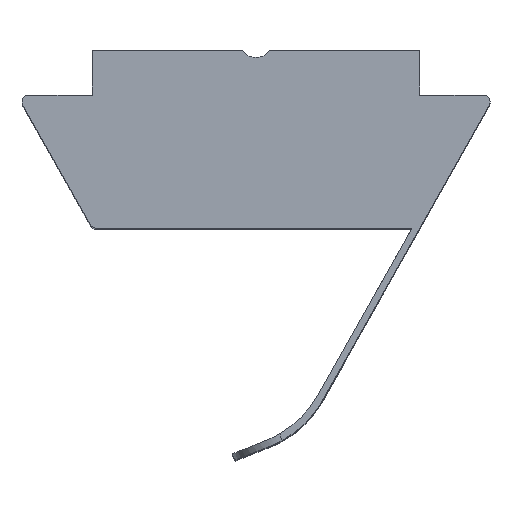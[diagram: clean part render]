
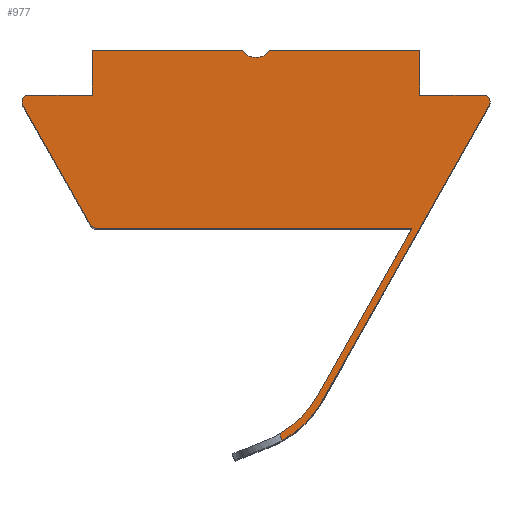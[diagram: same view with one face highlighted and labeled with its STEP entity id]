
A CAD part, top view. The second image highlights one B-rep face of the part: STEP entity #977.
In plain terms, the highlighted planar face has unit normal (0, 0, 1).
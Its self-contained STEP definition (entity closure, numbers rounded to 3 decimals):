
#1 = ORIENTED_EDGE ( 'NONE', *, *, #826, .T. ) ;
#22 = VECTOR ( 'NONE', #1394, 1000. ) ;
#31 = DIRECTION ( 'NONE',  ( -1., 0., 0. ) ) ;
#44 = CARTESIAN_POINT ( 'NONE',  ( 6.658, 1.1, 10. ) ) ;
#46 = CARTESIAN_POINT ( 'NONE',  ( -4.857, -2.498, 10. ) ) ;
#61 = EDGE_CURVE ( 'NONE', #1315, #475, #965, .T. ) ;
#68 = DIRECTION ( 'NONE',  ( 0.491, -0.871, 0. ) ) ;
#82 = DIRECTION ( 'NONE',  ( 0., 0., 1. ) ) ;
#84 = CARTESIAN_POINT ( 'NONE',  ( 0.692, -8.627, 10. ) ) ;
#94 = LINE ( 'NONE', #219, #22 ) ;
#100 = LINE ( 'NONE', #199, #589 ) ;
#101 = EDGE_CURVE ( 'NONE', #112, #1034, #740, .T. ) ;
#105 = EDGE_CURVE ( 'NONE', #1034, #594, #1002, .T. ) ;
#109 = DIRECTION ( 'NONE',  ( 1., 0., 0. ) ) ;
#112 = VERTEX_POINT ( 'NONE', #703 ) ;
#116 = EDGE_CURVE ( 'NONE', #1136, #848, #157, .T. ) ;
#119 = LINE ( 'NONE', #1176, #1245 ) ;
#132 = CARTESIAN_POINT ( 'NONE',  ( -4.8, -2.6, 10. ) ) ;
#142 = CARTESIAN_POINT ( 'NONE',  ( 1.805, -7.503, 10. ) ) ;
#157 = LINE ( 'NONE', #713, #1340 ) ;
#164 = DIRECTION ( 'NONE',  ( 0., 1., 0. ) ) ;
#166 = ORIENTED_EDGE ( 'NONE', *, *, #260, .T. ) ;
#169 = EDGE_CURVE ( 'NONE', #348, #354, #779, .T. ) ;
#199 = CARTESIAN_POINT ( 'NONE',  ( 4.8, 2.6, 10. ) ) ;
#219 = CARTESIAN_POINT ( 'NONE',  ( -4.8, 2.6, 10. ) ) ;
#232 = VECTOR ( 'NONE', #621, 1000. ) ;
#233 = EDGE_CURVE ( 'NONE', #947, #339, #94, .T. ) ;
#249 = EDGE_CURVE ( 'NONE', #1006, #112, #1280, .T. ) ;
#256 = ORIENTED_EDGE ( 'NONE', *, *, #1053, .T. ) ;
#260 = EDGE_CURVE ( 'NONE', #666, #1136, #432, .T. ) ;
#265 = CARTESIAN_POINT ( 'NONE',  ( -4.8, 1.3, 10. ) ) ;
#271 = DIRECTION ( 'NONE',  ( 0., 0., 1. ) ) ;
#280 = CARTESIAN_POINT ( 'NONE',  ( 1.944, -7.662, 10. ) ) ;
#282 = PLANE ( 'NONE',  #1182 ) ;
#284 = ORIENTED_EDGE ( 'NONE', *, *, #101, .T. ) ;
#297 = CARTESIAN_POINT ( 'NONE',  ( -0.4, 2.6, 10. ) ) ;
#317 = DIRECTION ( 'NONE',  ( -1., 0., 0. ) ) ;
#326 = CARTESIAN_POINT ( 'NONE',  ( 4.8, 1.3, 10. ) ) ;
#339 = VERTEX_POINT ( 'NONE', #1087 ) ;
#348 = VERTEX_POINT ( 'NONE', #867 ) ;
#354 = VERTEX_POINT ( 'NONE', #442 ) ;
#356 = DIRECTION ( 'NONE',  ( -0.491, -0.871, 0. ) ) ;
#357 = ORIENTED_EDGE ( 'NONE', *, *, #918, .F. ) ;
#382 = VERTEX_POINT ( 'NONE', #437 ) ;
#394 = CARTESIAN_POINT ( 'NONE',  ( 4.8, 2.6, 10. ) ) ;
#432 = CIRCLE ( 'NONE', #635, 0.2 ) ;
#437 = CARTESIAN_POINT ( 'NONE',  ( -6.832, 1.002, 10. ) ) ;
#442 = CARTESIAN_POINT ( 'NONE',  ( -6.658, 1.3, 10. ) ) ;
#449 = AXIS2_PLACEMENT_3D ( 'NONE', #44, #1453, #780 ) ;
#450 = DIRECTION ( 'NONE',  ( 0., -1., 0. ) ) ;
#475 = VERTEX_POINT ( 'NONE', #628 ) ;
#496 = VECTOR ( 'NONE', #1492, 1000. ) ;
#501 = ORIENTED_EDGE ( 'NONE', *, *, #913, .T. ) ;
#512 = LINE ( 'NONE', #265, #624 ) ;
#559 = CARTESIAN_POINT ( 'NONE',  ( -7., 1.3, 10. ) ) ;
#573 = AXIS2_PLACEMENT_3D ( 'NONE', #1166, #1062, #706 ) ;
#589 = VECTOR ( 'NONE', #164, 1000. ) ;
#590 = AXIS2_PLACEMENT_3D ( 'NONE', #903, #1409, #975 ) ;
#594 = VERTEX_POINT ( 'NONE', #1297 ) ;
#621 = DIRECTION ( 'NONE',  ( -1., 0., 0. ) ) ;
#624 = VECTOR ( 'NONE', #450, 1000. ) ;
#628 = CARTESIAN_POINT ( 'NONE',  ( -4.8, 2.6, 10. ) ) ;
#635 = AXIS2_PLACEMENT_3D ( 'NONE', #1231, #271, #1187 ) ;
#644 = EDGE_CURVE ( 'NONE', #382, #666, #1488, .T. ) ;
#664 = EDGE_CURVE ( 'NONE', #776, #382, #1324, .T. ) ;
#665 = CARTESIAN_POINT ( 'NONE',  ( 0., 0., 10. ) ) ;
#666 = VERTEX_POINT ( 'NONE', #46 ) ;
#678 = FACE_OUTER_BOUND ( 'NONE', #896, .T. ) ;
#693 = EDGE_CURVE ( 'NONE', #848, #844, #119, .T. ) ;
#702 = ORIENTED_EDGE ( 'NONE', *, *, #233, .T. ) ;
#703 = CARTESIAN_POINT ( 'NONE',  ( 6.832, 1.002, 10. ) ) ;
#706 = DIRECTION ( 'NONE',  ( -1., 0., 0. ) ) ;
#713 = CARTESIAN_POINT ( 'NONE',  ( 4.8, -2.6, 10. ) ) ;
#719 = DIRECTION ( 'NONE',  ( -1., 0., 0. ) ) ;
#740 = CIRCLE ( 'NONE', #449, 0.2 ) ;
#746 = CARTESIAN_POINT ( 'NONE',  ( -0.808, -6.029, 10. ) ) ;
#756 = ORIENTED_EDGE ( 'NONE', *, *, #693, .T. ) ;
#773 = CARTESIAN_POINT ( 'NONE',  ( 0.77, -8.821, 10. ) ) ;
#776 = VERTEX_POINT ( 'NONE', #1149 ) ;
#779 = LINE ( 'NONE', #559, #232 ) ;
#780 = DIRECTION ( 'NONE',  ( -1., 0., 0. ) ) ;
#786 = ORIENTED_EDGE ( 'NONE', *, *, #169, .T. ) ;
#808 = AXIS2_PLACEMENT_3D ( 'NONE', #1462, #1269, #1365 ) ;
#809 = CARTESIAN_POINT ( 'NONE',  ( 0.778, -8.84, 10. ) ) ;
#819 = LINE ( 'NONE', #809, #496 ) ;
#824 = ORIENTED_EDGE ( 'NONE', *, *, #871, .T. ) ;
#826 = EDGE_CURVE ( 'NONE', #1493, #1112, #819, .T. ) ;
#844 = VERTEX_POINT ( 'NONE', #142 ) ;
#848 = VERTEX_POINT ( 'NONE', #1083 ) ;
#854 = DIRECTION ( 'NONE',  ( -1., 0., 0. ) ) ;
#867 = CARTESIAN_POINT ( 'NONE',  ( -4.8, 1.3, 10. ) ) ;
#871 = EDGE_CURVE ( 'NONE', #475, #348, #512, .T. ) ;
#872 = AXIS2_PLACEMENT_3D ( 'NONE', #746, #1093, #1422 ) ;
#879 = DIRECTION ( 'NONE',  ( 0., 0., -1. ) ) ;
#896 = EDGE_LOOP ( 'NONE', ( #256, #1, #1168, #1482, #284, #1337, #501, #702, #357, #1331, #824, #786, #1433, #1449, #1486, #166, #1016, #756 ) ) ;
#903 = CARTESIAN_POINT ( 'NONE',  ( 0., 2.9, 10. ) ) ;
#913 = EDGE_CURVE ( 'NONE', #594, #947, #100, .T. ) ;
#918 = EDGE_CURVE ( 'NONE', #1315, #339, #925, .T. ) ;
#925 = CIRCLE ( 'NONE', #590, 0.5 ) ;
#947 = VERTEX_POINT ( 'NONE', #394 ) ;
#965 = LINE ( 'NONE', #1203, #1206 ) ;
#975 = DIRECTION ( 'NONE',  ( 1., 0., 0. ) ) ;
#977 = ADVANCED_FACE ( 'NONE', ( #678 ), #282, .F. ) ;
#1002 = LINE ( 'NONE', #326, #1266 ) ;
#1006 = VERTEX_POINT ( 'NONE', #280 ) ;
#1016 = ORIENTED_EDGE ( 'NONE', *, *, #116, .T. ) ;
#1034 = VERTEX_POINT ( 'NONE', #1334 ) ;
#1053 = EDGE_CURVE ( 'NONE', #844, #1493, #1240, .T. ) ;
#1062 = DIRECTION ( 'NONE',  ( 0., 0., 1. ) ) ;
#1083 = CARTESIAN_POINT ( 'NONE',  ( 4.57, -2.6, 10. ) ) ;
#1087 = CARTESIAN_POINT ( 'NONE',  ( 0.4, 2.6, 10. ) ) ;
#1093 = DIRECTION ( 'NONE',  ( 0., 0., -1. ) ) ;
#1104 = CARTESIAN_POINT ( 'NONE',  ( -6.658, 1.1, 10. ) ) ;
#1108 = AXIS2_PLACEMENT_3D ( 'NONE', #1104, #82, #317 ) ;
#1112 = VERTEX_POINT ( 'NONE', #773 ) ;
#1133 = EDGE_CURVE ( 'NONE', #354, #776, #1378, .T. ) ;
#1136 = VERTEX_POINT ( 'NONE', #1491 ) ;
#1144 = VECTOR ( 'NONE', #68, 1000. ) ;
#1149 = CARTESIAN_POINT ( 'NONE',  ( -6.858, 1.1, 10. ) ) ;
#1166 = CARTESIAN_POINT ( 'NONE',  ( -6.658, 1.1, 10. ) ) ;
#1168 = ORIENTED_EDGE ( 'NONE', *, *, #1221, .T. ) ;
#1176 = CARTESIAN_POINT ( 'NONE',  ( 6.658, 1.1, 10. ) ) ;
#1182 = AXIS2_PLACEMENT_3D ( 'NONE', #665, #879, #31 ) ;
#1187 = DIRECTION ( 'NONE',  ( -1., 0., 0. ) ) ;
#1203 = CARTESIAN_POINT ( 'NONE',  ( -4.8, 2.6, 10. ) ) ;
#1204 = VECTOR ( 'NONE', #1302, 1000. ) ;
#1206 = VECTOR ( 'NONE', #854, 1000. ) ;
#1221 = EDGE_CURVE ( 'NONE', #1112, #1006, #1308, .T. ) ;
#1231 = CARTESIAN_POINT ( 'NONE',  ( -4.683, -2.4, 10. ) ) ;
#1240 = CIRCLE ( 'NONE', #872, 3. ) ;
#1245 = VECTOR ( 'NONE', #356, 1000. ) ;
#1266 = VECTOR ( 'NONE', #719, 1000. ) ;
#1269 = DIRECTION ( 'NONE',  ( 0., 0., 1. ) ) ;
#1280 = LINE ( 'NONE', #1291, #1204 ) ;
#1291 = CARTESIAN_POINT ( 'NONE',  ( 7., 1.3, 10. ) ) ;
#1297 = CARTESIAN_POINT ( 'NONE',  ( 4.8, 1.3, 10. ) ) ;
#1302 = DIRECTION ( 'NONE',  ( 0.491, 0.871, 0. ) ) ;
#1308 = CIRCLE ( 'NONE', #808, 3. ) ;
#1315 = VERTEX_POINT ( 'NONE', #297 ) ;
#1324 = CIRCLE ( 'NONE', #573, 0.2 ) ;
#1331 = ORIENTED_EDGE ( 'NONE', *, *, #61, .T. ) ;
#1334 = CARTESIAN_POINT ( 'NONE',  ( 6.658, 1.3, 10. ) ) ;
#1337 = ORIENTED_EDGE ( 'NONE', *, *, #105, .T. ) ;
#1340 = VECTOR ( 'NONE', #109, 1000. ) ;
#1365 = DIRECTION ( 'NONE',  ( -1., 0., 0. ) ) ;
#1378 = CIRCLE ( 'NONE', #1108, 0.2 ) ;
#1394 = DIRECTION ( 'NONE',  ( -1., 0., 0. ) ) ;
#1409 = DIRECTION ( 'NONE',  ( 0., 0., 1. ) ) ;
#1422 = DIRECTION ( 'NONE',  ( -1., 0., 0. ) ) ;
#1433 = ORIENTED_EDGE ( 'NONE', *, *, #1133, .T. ) ;
#1449 = ORIENTED_EDGE ( 'NONE', *, *, #664, .T. ) ;
#1453 = DIRECTION ( 'NONE',  ( 0., 0., 1. ) ) ;
#1462 = CARTESIAN_POINT ( 'NONE',  ( -0.669, -6.188, 10. ) ) ;
#1482 = ORIENTED_EDGE ( 'NONE', *, *, #249, .T. ) ;
#1486 = ORIENTED_EDGE ( 'NONE', *, *, #644, .T. ) ;
#1488 = LINE ( 'NONE', #132, #1144 ) ;
#1491 = CARTESIAN_POINT ( 'NONE',  ( -4.683, -2.6, 10. ) ) ;
#1492 = DIRECTION ( 'NONE',  ( 0.373, -0.928, 0. ) ) ;
#1493 = VERTEX_POINT ( 'NONE', #84 ) ;
